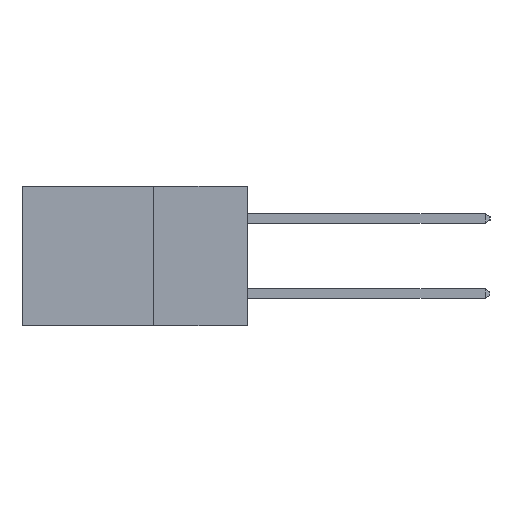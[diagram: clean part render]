
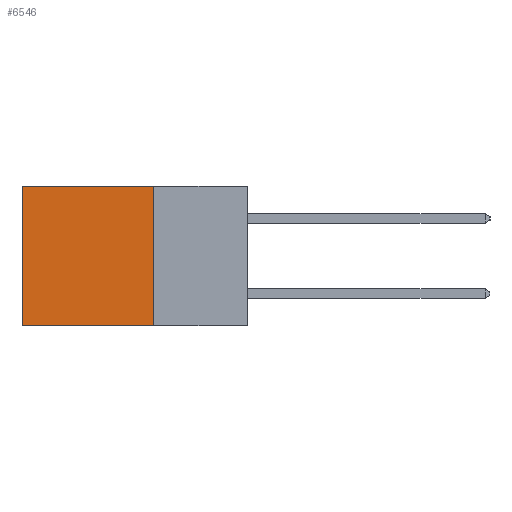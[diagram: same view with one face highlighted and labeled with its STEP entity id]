
A CAD part, left-side view. The second image highlights one B-rep face of the part: STEP entity #6546.
In plain terms, the highlighted planar face has unit normal (-1, 0, 0).
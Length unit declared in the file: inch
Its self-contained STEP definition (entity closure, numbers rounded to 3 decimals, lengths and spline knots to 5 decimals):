
#429 = CARTESIAN_POINT ( 'NONE',  ( 0.298, 0.6, 0. ) ) ;
#1863 = ORIENTED_EDGE ( 'NONE', *, *, #12579, .T. ) ;
#1880 = DIRECTION ( 'NONE',  ( 1., 0., 0. ) ) ;
#2216 = AXIS2_PLACEMENT_3D ( 'NONE', #15770, #1880, #14646 ) ;
#3081 = CARTESIAN_POINT ( 'NONE',  ( 0.298, 0.25, 0. ) ) ;
#3146 = DIRECTION ( 'NONE',  ( 0., 0., -1. ) ) ;
#3750 = VERTEX_POINT ( 'NONE', #13973 ) ;
#4029 = VERTEX_POINT ( 'NONE', #16475 ) ;
#4974 = FACE_OUTER_BOUND ( 'NONE', #10530, .T. ) ;
#5302 = LINE ( 'NONE', #429, #9068 ) ;
#5963 = EDGE_CURVE ( 'NONE', #14507, #4029, #7235, .T. ) ;
#6484 = CARTESIAN_POINT ( 'NONE',  ( 0.298, 0.25, -0.37 ) ) ;
#6546 = ADVANCED_FACE ( 'NONE', ( #4974 ), #13633, .F. ) ;
#6786 = VECTOR ( 'NONE', #12186, 39.37008 ) ;
#6912 = LINE ( 'NONE', #6484, #13772 ) ;
#7235 = LINE ( 'NONE', #12128, #6786 ) ;
#7283 = ORIENTED_EDGE ( 'NONE', *, *, #11455, .F. ) ;
#7903 = DIRECTION ( 'NONE',  ( 0., 1., 0. ) ) ;
#9068 = VECTOR ( 'NONE', #10304, 39.37008 ) ;
#10304 = DIRECTION ( 'NONE',  ( 0., 0., -1. ) ) ;
#10530 = EDGE_LOOP ( 'NONE', ( #1863, #7283, #13321, #17467 ) ) ;
#11455 = EDGE_CURVE ( 'NONE', #3750, #12868, #6912, .T. ) ;
#11578 = CARTESIAN_POINT ( 'NONE',  ( 0.298, 0.25, 0. ) ) ;
#12128 = CARTESIAN_POINT ( 'NONE',  ( 0.298, 0.25, 0. ) ) ;
#12186 = DIRECTION ( 'NONE',  ( 0., 1., 0. ) ) ;
#12579 = EDGE_CURVE ( 'NONE', #4029, #12868, #5302, .T. ) ;
#12868 = VERTEX_POINT ( 'NONE', #17439 ) ;
#13321 = ORIENTED_EDGE ( 'NONE', *, *, #15667, .F. ) ;
#13633 = PLANE ( 'NONE',  #2216 ) ;
#13772 = VECTOR ( 'NONE', #7903, 39.37008 ) ;
#13973 = CARTESIAN_POINT ( 'NONE',  ( 0.298, 0.25, -0.37 ) ) ;
#14507 = VERTEX_POINT ( 'NONE', #11578 ) ;
#14646 = DIRECTION ( 'NONE',  ( 0., 0., -1. ) ) ;
#15667 = EDGE_CURVE ( 'NONE', #14507, #3750, #16451, .T. ) ;
#15770 = CARTESIAN_POINT ( 'NONE',  ( 0.298, 0.25, 0. ) ) ;
#16042 = VECTOR ( 'NONE', #3146, 39.37008 ) ;
#16451 = LINE ( 'NONE', #3081, #16042 ) ;
#16475 = CARTESIAN_POINT ( 'NONE',  ( 0.298, 0.6, 0. ) ) ;
#17439 = CARTESIAN_POINT ( 'NONE',  ( 0.298, 0.6, -0.37 ) ) ;
#17467 = ORIENTED_EDGE ( 'NONE', *, *, #5963, .T. ) ;
